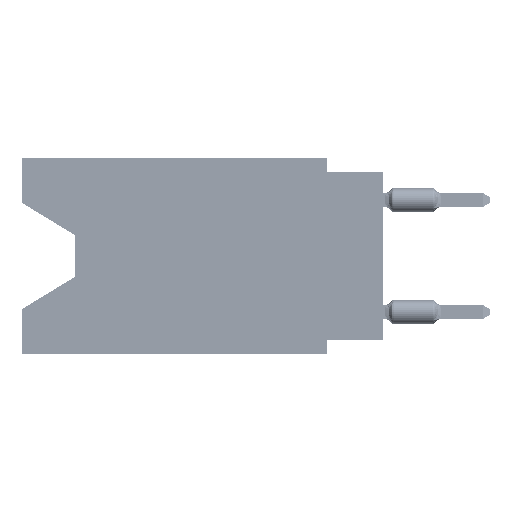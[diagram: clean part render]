
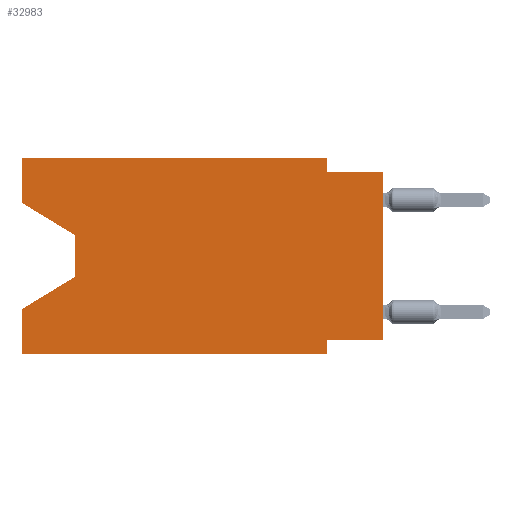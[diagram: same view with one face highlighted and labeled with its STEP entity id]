
A CAD part, left-side view. The second image highlights one B-rep face of the part: STEP entity #32983.
In plain terms, the highlighted planar face has unit normal (-1, 0, 0).
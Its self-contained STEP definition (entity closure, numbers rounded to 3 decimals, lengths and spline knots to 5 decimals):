
#483 = CARTESIAN_POINT ( 'NONE',  ( 0., 0.55, -0.138 ) ) ;
#1000 = EDGE_CURVE ( 'NONE', #44057, #62195, #60991, .T. ) ;
#3473 = EDGE_CURVE ( 'NONE', #50019, #51191, #11943, .T. ) ;
#5026 = ORIENTED_EDGE ( 'NONE', *, *, #8664, .F. ) ;
#5581 = EDGE_CURVE ( 'NONE', #47070, #11323, #67408, .T. ) ;
#6312 = ORIENTED_EDGE ( 'NONE', *, *, #11801, .F. ) ;
#6847 = ORIENTED_EDGE ( 'NONE', *, *, #5581, .F. ) ;
#8664 = EDGE_CURVE ( 'NONE', #50019, #56310, #17676, .T. ) ;
#8680 = CARTESIAN_POINT ( 'NONE',  ( 0., 0.1, 0. ) ) ;
#9286 = DIRECTION ( 'NONE',  ( 0., -1., 0. ) ) ;
#9689 = VECTOR ( 'NONE', #29410, 39.37008 ) ;
#11170 = EDGE_CURVE ( 'NONE', #47070, #92047, #21022, .T. ) ;
#11323 = VERTEX_POINT ( 'NONE', #84276 ) ;
#11418 = EDGE_CURVE ( 'NONE', #43137, #51191, #47291, .T. ) ;
#11801 = EDGE_CURVE ( 'NONE', #58316, #43137, #78077, .T. ) ;
#11943 = LINE ( 'NONE', #87925, #34504 ) ;
#13061 = EDGE_CURVE ( 'NONE', #11323, #58316, #62877, .T. ) ;
#13508 = CARTESIAN_POINT ( 'NONE',  ( 0., 0., -0.325 ) ) ;
#13713 = CARTESIAN_POINT ( 'NONE',  ( 0., 0.645, 0. ) ) ;
#14390 = ORIENTED_EDGE ( 'NONE', *, *, #11418, .F. ) ;
#14905 = DIRECTION ( 'NONE',  ( 0., -1., 0. ) ) ;
#16342 = LINE ( 'NONE', #71025, #78749 ) ;
#17676 = LINE ( 'NONE', #57670, #71832 ) ;
#18952 = CARTESIAN_POINT ( 'NONE',  ( 0., 0.1, 0. ) ) ;
#20105 = CARTESIAN_POINT ( 'NONE',  ( 0., 0.55, -0.212 ) ) ;
#21022 = LINE ( 'NONE', #82791, #36526 ) ;
#24403 = DIRECTION ( 'NONE',  ( 0., -1., 0. ) ) ;
#24859 = CARTESIAN_POINT ( 'NONE',  ( 0., 0.1, -0.025 ) ) ;
#25268 = CARTESIAN_POINT ( 'NONE',  ( 0., 0.645, -0.26975 ) ) ;
#25914 = ORIENTED_EDGE ( 'NONE', *, *, #84013, .F. ) ;
#26603 = ORIENTED_EDGE ( 'NONE', *, *, #13061, .F. ) ;
#27074 = ORIENTED_EDGE ( 'NONE', *, *, #60881, .T. ) ;
#27162 = CARTESIAN_POINT ( 'NONE',  ( 0., 0.645, 0. ) ) ;
#29410 = DIRECTION ( 'NONE',  ( 0., 0., 1. ) ) ;
#32983 = ADVANCED_FACE ( 'NONE', ( #48440 ), #57049, .F. ) ;
#33486 = VECTOR ( 'NONE', #14905, 39.37008 ) ;
#34504 = VECTOR ( 'NONE', #41840, 39.37008 ) ;
#34941 = VECTOR ( 'NONE', #24403, 39.37008 ) ;
#36040 = CARTESIAN_POINT ( 'NONE',  ( 0., 0.645, -0.08025 ) ) ;
#36526 = VECTOR ( 'NONE', #44304, 39.37008 ) ;
#38271 = CARTESIAN_POINT ( 'NONE',  ( 0., 0.1, -0.325 ) ) ;
#40796 = CARTESIAN_POINT ( 'NONE',  ( 0., 0.645, -0.35 ) ) ;
#40964 = DIRECTION ( 'NONE',  ( 0., 1., 0. ) ) ;
#41840 = DIRECTION ( 'NONE',  ( 0., 0., 1. ) ) ;
#43062 = VECTOR ( 'NONE', #9286, 39.37008 ) ;
#43137 = VERTEX_POINT ( 'NONE', #24859 ) ;
#44057 = VERTEX_POINT ( 'NONE', #40796 ) ;
#44246 = ORIENTED_EDGE ( 'NONE', *, *, #1000, .T. ) ;
#44304 = DIRECTION ( 'NONE',  ( 0., -0.855, -0.519 ) ) ;
#45382 = EDGE_CURVE ( 'NONE', #92047, #73348, #58515, .T. ) ;
#46972 = VECTOR ( 'NONE', #61692, 39.37008 ) ;
#47070 = VERTEX_POINT ( 'NONE', #36040 ) ;
#47291 = LINE ( 'NONE', #78675, #43062 ) ;
#48440 = FACE_OUTER_BOUND ( 'NONE', #98575, .T. ) ;
#50019 = VERTEX_POINT ( 'NONE', #13508 ) ;
#50408 = CARTESIAN_POINT ( 'NONE',  ( 0., 0.55, -0.138 ) ) ;
#51191 = VERTEX_POINT ( 'NONE', #51506 ) ;
#51506 = CARTESIAN_POINT ( 'NONE',  ( 0., 0., -0.025 ) ) ;
#56310 = VERTEX_POINT ( 'NONE', #38271 ) ;
#57049 = PLANE ( 'NONE',  #71487 ) ;
#57670 = CARTESIAN_POINT ( 'NONE',  ( 0., 0., -0.325 ) ) ;
#58026 = DIRECTION ( 'NONE',  ( 0., 0., -1. ) ) ;
#58316 = VERTEX_POINT ( 'NONE', #18952 ) ;
#58515 = LINE ( 'NONE', #50408, #99681 ) ;
#60881 = EDGE_CURVE ( 'NONE', #73348, #92129, #69299, .T. ) ;
#60991 = LINE ( 'NONE', #91896, #33486 ) ;
#61526 = CARTESIAN_POINT ( 'NONE',  ( 0., 0.1, -0.35 ) ) ;
#61692 = DIRECTION ( 'NONE',  ( 0., 0.855, -0.519 ) ) ;
#61916 = DIRECTION ( 'NONE',  ( 0., 0., -1. ) ) ;
#62195 = VERTEX_POINT ( 'NONE', #61526 ) ;
#62877 = LINE ( 'NONE', #70485, #34941 ) ;
#64888 = CARTESIAN_POINT ( 'NONE',  ( 0., 0.55, -0.212 ) ) ;
#65752 = VECTOR ( 'NONE', #70469, 39.37008 ) ;
#67408 = LINE ( 'NONE', #13713, #9689 ) ;
#69299 = LINE ( 'NONE', #64888, #46972 ) ;
#70469 = DIRECTION ( 'NONE',  ( 0., 0., -1. ) ) ;
#70485 = CARTESIAN_POINT ( 'NONE',  ( 0., 0.645, 0. ) ) ;
#71025 = CARTESIAN_POINT ( 'NONE',  ( 0., 0.1, -0.35 ) ) ;
#71487 = AXIS2_PLACEMENT_3D ( 'NONE', #27162, #71745, #95548 ) ;
#71745 = DIRECTION ( 'NONE',  ( 1., 0., 0. ) ) ;
#71832 = VECTOR ( 'NONE', #40964, 39.37008 ) ;
#72304 = LINE ( 'NONE', #95600, #79867 ) ;
#72698 = ORIENTED_EDGE ( 'NONE', *, *, #3473, .T. ) ;
#73302 = DIRECTION ( 'NONE',  ( 0., 0., 1. ) ) ;
#73348 = VERTEX_POINT ( 'NONE', #20105 ) ;
#74807 = ORIENTED_EDGE ( 'NONE', *, *, #97376, .F. ) ;
#78077 = LINE ( 'NONE', #8680, #65752 ) ;
#78675 = CARTESIAN_POINT ( 'NONE',  ( 0., 0., -0.025 ) ) ;
#78749 = VECTOR ( 'NONE', #61916, 39.37008 ) ;
#79307 = ORIENTED_EDGE ( 'NONE', *, *, #11170, .T. ) ;
#79867 = VECTOR ( 'NONE', #73302, 39.37008 ) ;
#82791 = CARTESIAN_POINT ( 'NONE',  ( 0., 0.645, -0.08025 ) ) ;
#84013 = EDGE_CURVE ( 'NONE', #56310, #62195, #16342, .T. ) ;
#84276 = CARTESIAN_POINT ( 'NONE',  ( 0., 0.645, 0. ) ) ;
#87925 = CARTESIAN_POINT ( 'NONE',  ( 0., 0., 0. ) ) ;
#91296 = ORIENTED_EDGE ( 'NONE', *, *, #45382, .T. ) ;
#91896 = CARTESIAN_POINT ( 'NONE',  ( 0., 0.645, -0.35 ) ) ;
#92047 = VERTEX_POINT ( 'NONE', #483 ) ;
#92129 = VERTEX_POINT ( 'NONE', #25268 ) ;
#95548 = DIRECTION ( 'NONE',  ( 0., 0., -1. ) ) ;
#95600 = CARTESIAN_POINT ( 'NONE',  ( 0., 0.645, 0. ) ) ;
#97376 = EDGE_CURVE ( 'NONE', #44057, #92129, #72304, .T. ) ;
#98575 = EDGE_LOOP ( 'NONE', ( #79307, #91296, #27074, #74807, #44246, #25914, #5026, #72698, #14390, #6312, #26603, #6847 ) ) ;
#99681 = VECTOR ( 'NONE', #58026, 39.37008 ) ;
